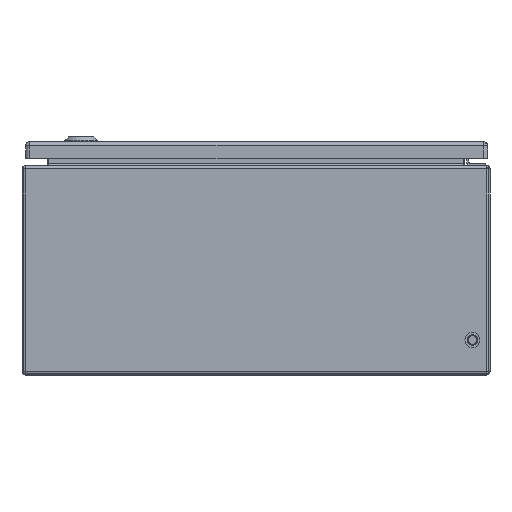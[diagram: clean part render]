
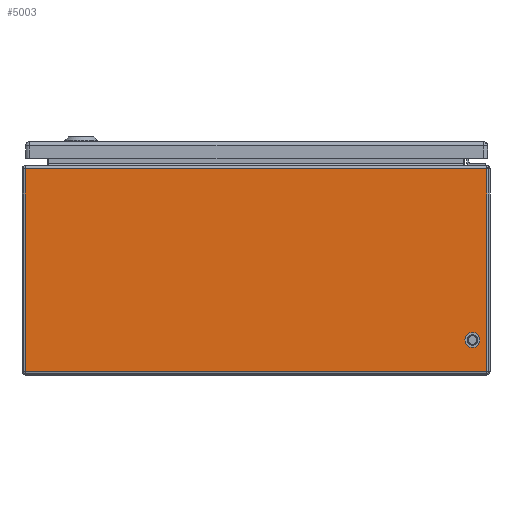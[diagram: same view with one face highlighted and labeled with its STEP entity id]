
A CAD part, front view. The second image highlights one B-rep face of the part: STEP entity #5003.
In plain terms, the highlighted planar face has unit normal (0, -1, 0).
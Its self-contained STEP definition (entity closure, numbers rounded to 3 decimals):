
#2104=FACE_BOUND('',#7165,.T.);
#2105=FACE_BOUND('',#7166,.T.);
#2820=LINE('',#23250,#3930);
#2821=LINE('',#23254,#3931);
#2822=LINE('',#23256,#3932);
#2823=LINE('',#23258,#3933);
#3930=VECTOR('',#18893,1.);
#3931=VECTOR('',#18898,1.);
#3932=VECTOR('',#18899,1.);
#3933=VECTOR('',#18900,1.);
#5003=ADVANCED_FACE('F141',(#2104,#2105),#5848,.T.);
#5848=PLANE('',#16968);
#7165=EDGE_LOOP('',(#8517,#8518,#8519,#8520));
#7166=EDGE_LOOP('',(#8521));
#8517=ORIENTED_EDGE('',*,*,#14094,.T.);
#8518=ORIENTED_EDGE('',*,*,#14095,.T.);
#8519=ORIENTED_EDGE('',*,*,#14096,.T.);
#8520=ORIENTED_EDGE('',*,*,#14092,.T.);
#8521=ORIENTED_EDGE('',*,*,#14075,.T.);
#12642=VERTEX_POINT('',#23198);
#12653=VERTEX_POINT('',#23247);
#12654=VERTEX_POINT('',#23251);
#12655=VERTEX_POINT('',#23255);
#12656=VERTEX_POINT('',#23257);
#14075=EDGE_CURVE('E317',#12642,#12642,#16141,.T.);
#14092=EDGE_CURVE('E275',#12653,#12654,#2820,.T.);
#14094=EDGE_CURVE('E265',#12654,#12655,#2821,.T.);
#14095=EDGE_CURVE('E280',#12655,#12656,#2822,.T.);
#14096=EDGE_CURVE('E281',#12656,#12653,#2823,.T.);
#16141=CIRCLE('',#16950,4.5);
#16950=AXIS2_PLACEMENT_3D('',#23200,#18855,#18856);
#16968=AXIS2_PLACEMENT_3D('',#23259,#18901,#18902);
#18855=DIRECTION('',(0.,1.,0.));
#18856=DIRECTION('',(0.,0.,1.));
#18893=DIRECTION('',(0.,0.,-1.));
#18898=DIRECTION('',(1.,0.,0.));
#18899=DIRECTION('',(0.,0.,1.));
#18900=DIRECTION('',(-1.,0.,0.));
#18901=DIRECTION('',(0.,-1.,0.));
#18902=DIRECTION('',(1.,0.,0.));
#23198=CARTESIAN_POINT('',(5091.449,-373.986,29.922));
#23200=CARTESIAN_POINT('',(5086.949,-373.986,29.922));
#23247=CARTESIAN_POINT('',(4704.749,-373.986,176.122));
#23250=CARTESIAN_POINT('',(4704.749,-373.986,89.422));
#23251=CARTESIAN_POINT('',(4704.749,-373.986,2.722));
#23254=CARTESIAN_POINT('',(4901.949,-373.986,2.722));
#23255=CARTESIAN_POINT('',(5099.149,-373.986,2.722));
#23256=CARTESIAN_POINT('',(5099.149,-373.986,89.422));
#23257=CARTESIAN_POINT('',(5099.149,-373.986,176.122));
#23258=CARTESIAN_POINT('',(4901.949,-373.986,176.122));
#23259=CARTESIAN_POINT('',(4701.949,-373.986,-0.078));
